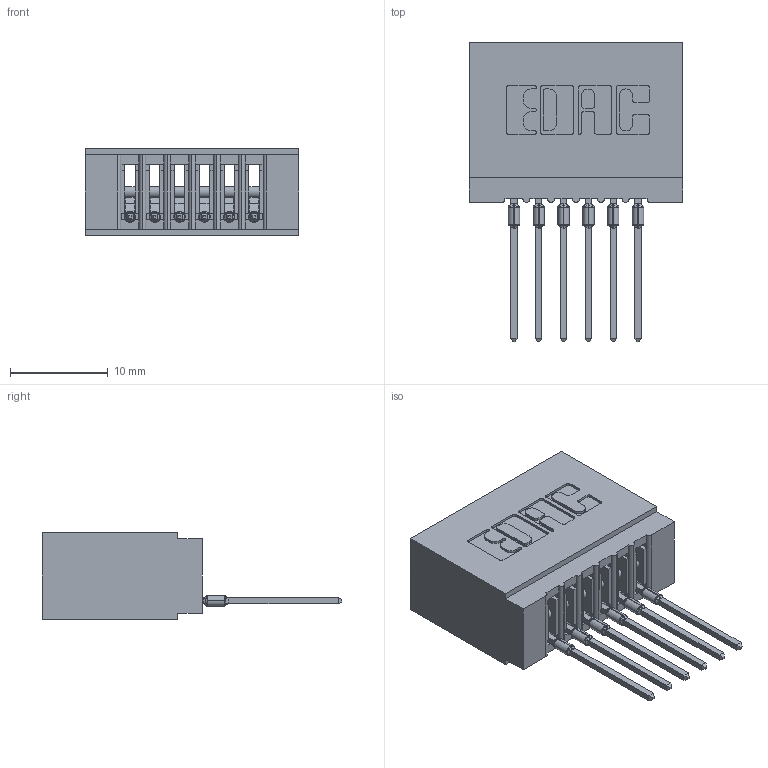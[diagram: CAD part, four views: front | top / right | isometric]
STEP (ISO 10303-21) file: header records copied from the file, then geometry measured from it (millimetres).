
FILE_DESCRIPTION (( 'STEP AP203' ), '1' );
FILE_NAME ('745-006-540-101.STEP', '2026-02-25T14:55:28', ( '' ), ( '' ), 'SwSTEP 2.0', 'SolidWorks 2023', '' );
FILE_SCHEMA (( 'CONFIG_CONTROL_DESIGN' ));
Length unit declared in the file: millimetre
Products named in the file (3): 745-292-001_540; 745 Part_Insulator Option - 01; 745-006-540-101
Assembly tree (7 placements, depth 2):
  745-006-540-101
    745 Part_Insulator Option - 01
    745-292-001_540  x6
Bounding box: 21.84 x 30.62 x 8.89 mm (x, y, z)
Volume: 2144.2 mm3; surface area: 3350.5 mm2
Topology: 7 solids, 7 shells, 767 faces, 2106 edges, 1336 vertices
Faces by surface type: plane 457, cylinder 154, bspline 120, torus 36
Entity records: 14824 total; most frequent: CARTESIAN_POINT 3113, ORIENTED_EDGE 2482, DIRECTION 2187, EDGE_CURVE 1241, LINE 1023, VECTOR 1023, VERTEX_POINT 796, AXIS2_PLACEMENT_3D 582
